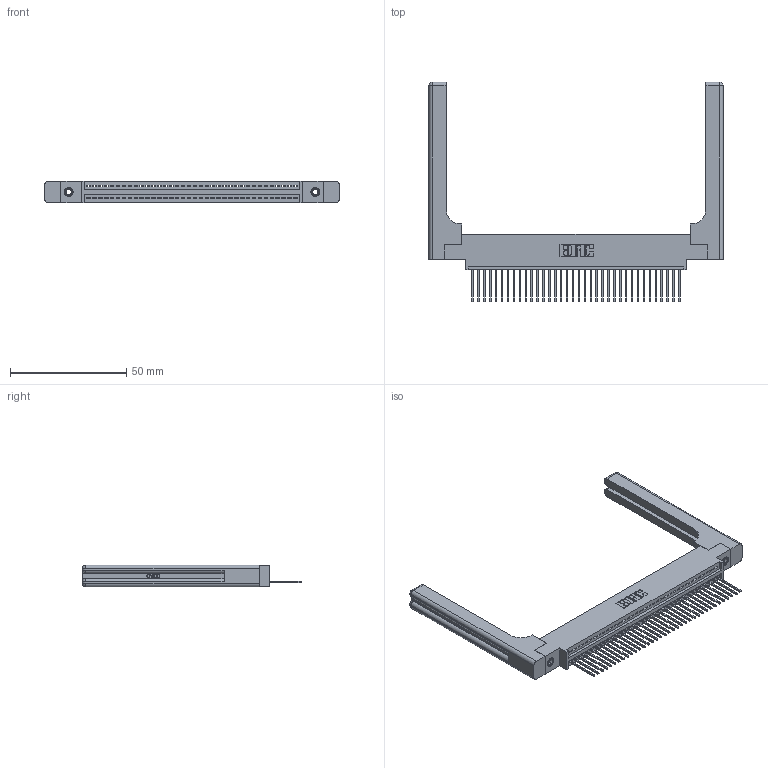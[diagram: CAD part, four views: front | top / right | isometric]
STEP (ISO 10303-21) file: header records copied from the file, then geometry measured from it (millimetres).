
FILE_DESCRIPTION (( 'STEP AP203' ), '1' );
FILE_NAME ('345-036-540-658.STEP', '2019-10-07T23:15:41', ( '' ), ( '' ), 'SwSTEP 2.0', 'SolidWorks 2016', '' );
FILE_SCHEMA (( 'CONFIG_CONTROL_DESIGN' ));
Length unit declared in the file: inch
Products named in the file (5): 345-220-058_345-220-058; 345-250-001_345-250-001-102; 345-292-001_345-293-140; 345 Part_0.170 Offset - 0.156 Dia-TH; 345-036-540-658
Assembly tree (41 placements, depth 2):
  345-036-540-658
    345 Part_0.170 Offset - 0.156 Dia-TH
    345-292-001_345-293-140  x36
    345-250-001_345-250-001-102  x2
    345-220-058_345-220-058  x2
Bounding box: 126.47 x 94.41 x 9.4 mm (x, y, z)
Volume: 20403.1 mm3; surface area: 21512.9 mm2
Topology: 41 solids, 41 shells, 2474 faces, 7355 edges, 4834 vertices
Faces by surface type: plane 1672, cylinder 742, bspline 36, cone 12, sphere 8, torus 4
Entity records: 33234 total; most frequent: CARTESIAN_POINT 6729, ORIENTED_EDGE 5496, DIRECTION 4832, EDGE_CURVE 2748, VECTOR 2380, LINE 2380, VERTEX_POINT 1822, AXIS2_PLACEMENT_3D 1226
